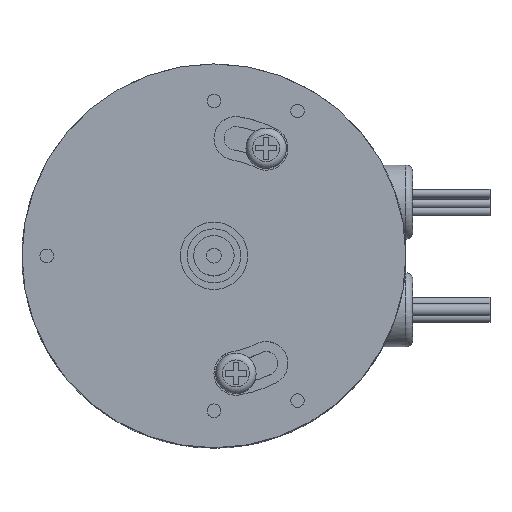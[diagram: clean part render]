
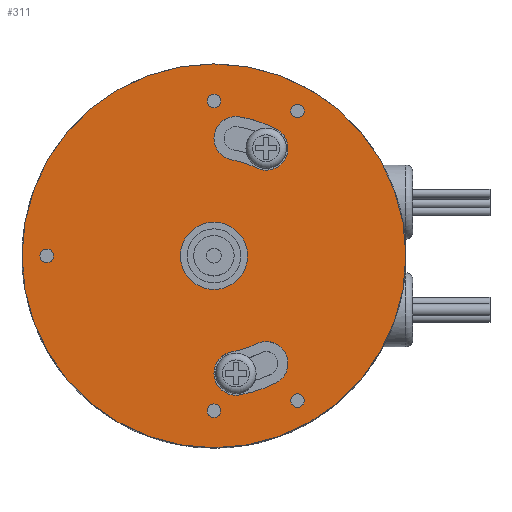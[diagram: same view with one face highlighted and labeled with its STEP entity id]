
A CAD part, top view. The second image highlights one B-rep face of the part: STEP entity #311.
In plain terms, the highlighted planar face has unit normal (0, 0, 1).
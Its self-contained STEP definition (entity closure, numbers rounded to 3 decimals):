
#311 = ADVANCED_FACE( '', ( #768, #769, #770, #771, #772, #773, #774, #775, #776 ), #777, .F. );
#768 = FACE_BOUND( '', #1421, .T. );
#769 = FACE_BOUND( '', #1422, .T. );
#770 = FACE_BOUND( '', #1423, .T. );
#771 = FACE_BOUND( '', #1424, .T. );
#772 = FACE_BOUND( '', #1425, .T. );
#773 = FACE_BOUND( '', #1426, .T. );
#774 = FACE_BOUND( '', #1427, .T. );
#775 = FACE_BOUND( '', #1428, .T. );
#776 = FACE_OUTER_BOUND( '', #1429, .T. );
#777 = PLANE( '', #1430 );
#1421 = EDGE_LOOP( '', ( #2318 ) );
#1422 = EDGE_LOOP( '', ( #2319 ) );
#1423 = EDGE_LOOP( '', ( #2320 ) );
#1424 = EDGE_LOOP( '', ( #2321 ) );
#1425 = EDGE_LOOP( '', ( #2322 ) );
#1426 = EDGE_LOOP( '', ( #2323, #2324, #2325, #2326 ) );
#1427 = EDGE_LOOP( '', ( #2327, #2328, #2329, #2330 ) );
#1428 = EDGE_LOOP( '', ( #2331 ) );
#1429 = EDGE_LOOP( '', ( #2332 ) );
#1430 = AXIS2_PLACEMENT_3D( '', #2333, #2334, #2335 );
#2318 = ORIENTED_EDGE( '', *, *, #3536, .T. );
#2319 = ORIENTED_EDGE( '', *, *, #3582, .T. );
#2320 = ORIENTED_EDGE( '', *, *, #3583, .T. );
#2321 = ORIENTED_EDGE( '', *, *, #3584, .T. );
#2322 = ORIENTED_EDGE( '', *, *, #3502, .T. );
#2323 = ORIENTED_EDGE( '', *, *, #3585, .T. );
#2324 = ORIENTED_EDGE( '', *, *, #3432, .T. );
#2325 = ORIENTED_EDGE( '', *, *, #3586, .T. );
#2326 = ORIENTED_EDGE( '', *, *, #3587, .T. );
#2327 = ORIENTED_EDGE( '', *, *, #3588, .F. );
#2328 = ORIENTED_EDGE( '', *, *, #3589, .F. );
#2329 = ORIENTED_EDGE( '', *, *, #3571, .F. );
#2330 = ORIENTED_EDGE( '', *, *, #3590, .F. );
#2331 = ORIENTED_EDGE( '', *, *, #3591, .T. );
#2332 = ORIENTED_EDGE( '', *, *, #3592, .F. );
#2333 = CARTESIAN_POINT( '', ( 0., 0., 44. ) );
#2334 = DIRECTION( '', ( 0., 0., -1. ) );
#2335 = DIRECTION( '', ( -1., 0., 0. ) );
#3432 = EDGE_CURVE( '', #4039, #4040, #4041, .T. );
#3502 = EDGE_CURVE( '', #4153, #4153, #4154, .T. );
#3536 = EDGE_CURVE( '', #4210, #4210, #4211, .T. );
#3571 = EDGE_CURVE( '', #4265, #4266, #4267, .T. );
#3582 = EDGE_CURVE( '', #4283, #4283, #4284, .T. );
#3583 = EDGE_CURVE( '', #4285, #4285, #4286, .T. );
#3584 = EDGE_CURVE( '', #4287, #4287, #4288, .T. );
#3585 = EDGE_CURVE( '', #4289, #4039, #4290, .T. );
#3586 = EDGE_CURVE( '', #4040, #4291, #4292, .T. );
#3587 = EDGE_CURVE( '', #4291, #4289, #4293, .T. );
#3588 = EDGE_CURVE( '', #4294, #4295, #4296, .T. );
#3589 = EDGE_CURVE( '', #4266, #4294, #4297, .T. );
#3590 = EDGE_CURVE( '', #4295, #4265, #4298, .T. );
#3591 = EDGE_CURVE( '', #4299, #4299, #4300, .T. );
#3592 = EDGE_CURVE( '', #4301, #4301, #4302, .T. );
#4039 = VERTEX_POINT( '', #4884 );
#4040 = VERTEX_POINT( '', #4885 );
#4041 = CIRCLE( '', #4886, 3.25 );
#4153 = VERTEX_POINT( '', #5040 );
#4154 = CIRCLE( '', #5041, 1.007 );
#4210 = VERTEX_POINT( '', #5114 );
#4211 = CIRCLE( '', #5115, 1.007 );
#4265 = VERTEX_POINT( '', #5186 );
#4266 = VERTEX_POINT( '', #5187 );
#4267 = CIRCLE( '', #5188, 3.25 );
#4283 = VERTEX_POINT( '', #5209 );
#4284 = CIRCLE( '', #5210, 1.007 );
#4285 = VERTEX_POINT( '', #5211 );
#4286 = CIRCLE( '', #5212, 1.007 );
#4287 = VERTEX_POINT( '', #5213 );
#4288 = CIRCLE( '', #5214, 1.007 );
#4289 = VERTEX_POINT( '', #5215 );
#4290 = CIRCLE( '', #5216, 14.5 );
#4291 = VERTEX_POINT( '', #5217 );
#4292 = CIRCLE( '', #5218, 21. );
#4293 = CIRCLE( '', #5219, 3.25 );
#4294 = VERTEX_POINT( '', #5220 );
#4295 = VERTEX_POINT( '', #5221 );
#4296 = CIRCLE( '', #5222, 3.25 );
#4297 = CIRCLE( '', #5223, 21. );
#4298 = CIRCLE( '', #5224, 14.5 );
#4299 = VERTEX_POINT( '', #5225 );
#4300 = CIRCLE( '', #5226, 5. );
#4301 = VERTEX_POINT( '', #5227 );
#4302 = CIRCLE( '', #5228, 28.5 );
#4884 = CARTESIAN_POINT( '', ( 6.331, -13.045, 44. ) );
#4885 = CARTESIAN_POINT( '', ( 9.169, -18.893, 44. ) );
#4886 = AXIS2_PLACEMENT_3D( '', #5983, #5984, #5985 );
#5040 = CARTESIAN_POINT( '', ( -24.829, -1.006, 44. ) );
#5041 = AXIS2_PLACEMENT_3D( '', #6061, #6062, #6063 );
#5114 = CARTESIAN_POINT( '', ( 12.41, -22.507, 44. ) );
#5115 = AXIS2_PLACEMENT_3D( '', #6105, #6106, #6107 );
#5186 = CARTESIAN_POINT( '', ( 6.331, 13.045, 44. ) );
#5187 = CARTESIAN_POINT( '', ( 9.169, 18.893, 44. ) );
#5188 = AXIS2_PLACEMENT_3D( '', #6155, #6156, #6157 );
#5209 = CARTESIAN_POINT( '', ( 12.41, 20.494, 44. ) );
#5210 = AXIS2_PLACEMENT_3D( '', #6169, #6170, #6171 );
#5211 = CARTESIAN_POINT( '', ( 0., 21.994, 44. ) );
#5212 = AXIS2_PLACEMENT_3D( '', #6172, #6173, #6174 );
#5213 = CARTESIAN_POINT( '', ( 0., -24.007, 44. ) );
#5214 = AXIS2_PLACEMENT_3D( '', #6175, #6176, #6177 );
#5215 = CARTESIAN_POINT( '', ( 2.655, -14.255, 44. ) );
#5216 = AXIS2_PLACEMENT_3D( '', #6178, #6179, #6180 );
#5217 = CARTESIAN_POINT( '', ( 3.845, -20.645, 44. ) );
#5218 = AXIS2_PLACEMENT_3D( '', #6181, #6182, #6183 );
#5219 = AXIS2_PLACEMENT_3D( '', #6184, #6185, #6186 );
#5220 = CARTESIAN_POINT( '', ( 3.845, 20.645, 44. ) );
#5221 = CARTESIAN_POINT( '', ( 2.655, 14.255, 44. ) );
#5222 = AXIS2_PLACEMENT_3D( '', #6187, #6188, #6189 );
#5223 = AXIS2_PLACEMENT_3D( '', #6190, #6191, #6192 );
#5224 = AXIS2_PLACEMENT_3D( '', #6193, #6194, #6195 );
#5225 = CARTESIAN_POINT( '', ( 0., 5., 44. ) );
#5226 = AXIS2_PLACEMENT_3D( '', #6196, #6197, #6198 );
#5227 = CARTESIAN_POINT( '', ( 28.5, 0., 44. ) );
#5228 = AXIS2_PLACEMENT_3D( '', #6199, #6200, #6201 );
#5983 = CARTESIAN_POINT( '', ( 7.75, -15.969, 44. ) );
#5984 = DIRECTION( '', ( 0., 0., -1. ) );
#5985 = DIRECTION( '', ( 0., -1., 0. ) );
#6061 = CARTESIAN_POINT( '', ( -24.829, 0., 44. ) );
#6062 = DIRECTION( '', ( 0., 0., -1. ) );
#6063 = DIRECTION( '', ( 0., -1., 0. ) );
#6105 = CARTESIAN_POINT( '', ( 12.41, -21.5, 44. ) );
#6106 = DIRECTION( '', ( 0., 0., -1. ) );
#6107 = DIRECTION( '', ( 0., -1., 0. ) );
#6155 = CARTESIAN_POINT( '', ( 7.75, 15.969, 44. ) );
#6156 = DIRECTION( '', ( 0., 0., 1. ) );
#6157 = DIRECTION( '', ( 0., 1., 0. ) );
#6169 = CARTESIAN_POINT( '', ( 12.41, 21.5, 44. ) );
#6170 = DIRECTION( '', ( 0., 0., -1. ) );
#6171 = DIRECTION( '', ( 0., -1., 0. ) );
#6172 = CARTESIAN_POINT( '', ( 0., 23., 44. ) );
#6173 = DIRECTION( '', ( 0., 0., -1. ) );
#6174 = DIRECTION( '', ( 0., -1., 0. ) );
#6175 = CARTESIAN_POINT( '', ( 0., -23., 44. ) );
#6176 = DIRECTION( '', ( 0., 0., -1. ) );
#6177 = DIRECTION( '', ( 0., -1., 0. ) );
#6178 = CARTESIAN_POINT( '', ( 0., 0., 44. ) );
#6179 = DIRECTION( '', ( 0., 0., 1. ) );
#6180 = DIRECTION( '', ( 0., -1., 0. ) );
#6181 = CARTESIAN_POINT( '', ( 0., 0., 44. ) );
#6182 = DIRECTION( '', ( 0., 0., -1. ) );
#6183 = DIRECTION( '', ( 0., -1., 0. ) );
#6184 = CARTESIAN_POINT( '', ( 3.25, -17.45, 44. ) );
#6185 = DIRECTION( '', ( 0., 0., -1. ) );
#6186 = DIRECTION( '', ( 0., 1., 0. ) );
#6187 = CARTESIAN_POINT( '', ( 3.25, 17.45, 44. ) );
#6188 = DIRECTION( '', ( 0., 0., 1. ) );
#6189 = DIRECTION( '', ( 0., -1., 0. ) );
#6190 = CARTESIAN_POINT( '', ( 0., 0., 44. ) );
#6191 = DIRECTION( '', ( 0., 0., 1. ) );
#6192 = DIRECTION( '', ( 0., -1., 0. ) );
#6193 = CARTESIAN_POINT( '', ( 0., 0., 44. ) );
#6194 = DIRECTION( '', ( 0., 0., -1. ) );
#6195 = DIRECTION( '', ( 0., -1., 0. ) );
#6196 = CARTESIAN_POINT( '', ( 0., 0., 44. ) );
#6197 = DIRECTION( '', ( 0., 0., -1. ) );
#6198 = DIRECTION( '', ( 0., 1., 0. ) );
#6199 = CARTESIAN_POINT( '', ( 0., 0., 44. ) );
#6200 = DIRECTION( '', ( 0., 0., -1. ) );
#6201 = DIRECTION( '', ( 1., 0., 0. ) );
